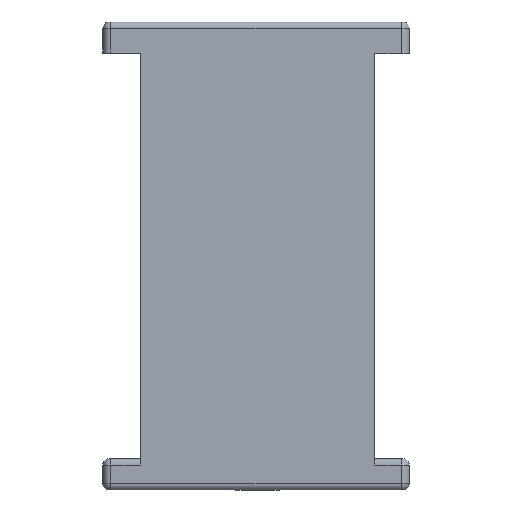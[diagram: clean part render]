
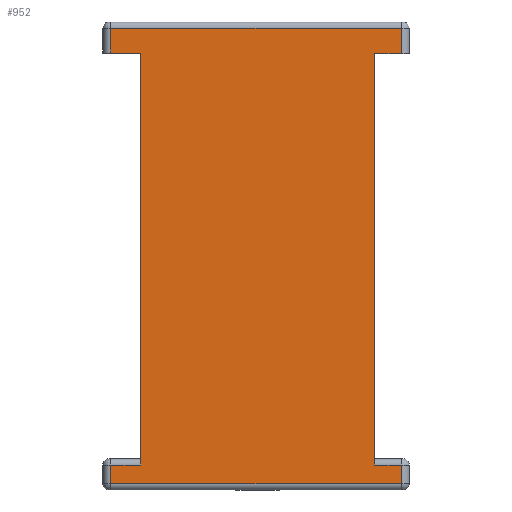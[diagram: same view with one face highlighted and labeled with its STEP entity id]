
A CAD part, front view. The second image highlights one B-rep face of the part: STEP entity #952.
In plain terms, the highlighted planar face has unit normal (0, -1, 0).
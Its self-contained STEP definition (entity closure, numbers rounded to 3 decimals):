
#319 = VERTEX_POINT('',#320);
#320 = CARTESIAN_POINT('',(92.257,0.,279.775
    ));
#327 = EDGE_CURVE('',#319,#328,#330,.T.);
#328 = VERTEX_POINT('',#329);
#329 = CARTESIAN_POINT('',(92.257,0.,296.));
#330 = LINE('',#331,#332);
#331 = CARTESIAN_POINT('',(92.257,0.,279.775
    ));
#332 = VECTOR('',#333,1.);
#333 = DIRECTION('',(0.,0.,1.));
#353 = VERTEX_POINT('',#354);
#354 = CARTESIAN_POINT('',(75.,0.,279.775));
#360 = EDGE_CURVE('',#319,#353,#361,.T.);
#361 = LINE('',#362,#363);
#362 = CARTESIAN_POINT('',(37.5,0.,279.775));
#363 = VECTOR('',#364,1.);
#364 = DIRECTION('',(-1.,0.,0.));
#731 = VERTEX_POINT('',#732);
#732 = CARTESIAN_POINT('',(-75.,0.,280.071));
#738 = EDGE_CURVE('',#739,#731,#741,.T.);
#739 = VERTEX_POINT('',#740);
#740 = CARTESIAN_POINT('',(-75.,0.,20.));
#741 = LINE('',#742,#743);
#742 = CARTESIAN_POINT('',(-75.,0.,215.036));
#743 = VECTOR('',#744,1.);
#744 = DIRECTION('',(0.,0.,1.));
#746 = EDGE_CURVE('',#739,#747,#749,.T.);
#747 = VERTEX_POINT('',#748);
#748 = CARTESIAN_POINT('',(-75.,0.,16.));
#749 = LINE('',#750,#751);
#750 = CARTESIAN_POINT('',(-75.,0.,215.036));
#751 = VECTOR('',#752,1.);
#752 = DIRECTION('',(0.,0.,-1.));
#917 = VERTEX_POINT('',#918);
#918 = CARTESIAN_POINT('',(75.,0.,16.));
#925 = EDGE_CURVE('',#926,#917,#928,.T.);
#926 = VERTEX_POINT('',#927);
#927 = CARTESIAN_POINT('',(75.,0.,20.));
#928 = LINE('',#929,#930);
#929 = CARTESIAN_POINT('',(75.,0.,85.));
#930 = VECTOR('',#931,1.);
#931 = DIRECTION('',(-0.,0.,-1.));
#933 = EDGE_CURVE('',#353,#926,#934,.T.);
#934 = LINE('',#935,#936);
#935 = CARTESIAN_POINT('',(75.,0.,85.));
#936 = VECTOR('',#937,1.);
#937 = DIRECTION('',(-0.,0.,-1.));
#952 = ADVANCED_FACE('',(#953),#1021,.T.);
#953 = FACE_BOUND('',#954,.T.);
#954 = EDGE_LOOP('',(#955,#965,#973,#981,#987,#988,#989,#990,#991,#999,
    #1007,#1013,#1014,#1015));
#955 = ORIENTED_EDGE('',*,*,#956,.F.);
#956 = EDGE_CURVE('',#957,#959,#961,.T.);
#957 = VERTEX_POINT('',#958);
#958 = CARTESIAN_POINT('',(-94.186,0.,4.));
#959 = VERTEX_POINT('',#960);
#960 = CARTESIAN_POINT('',(-94.186,0.,16.));
#961 = LINE('',#962,#963);
#962 = CARTESIAN_POINT('',(-94.186,0.,0.));
#963 = VECTOR('',#964,1.);
#964 = DIRECTION('',(0.,0.,1.));
#965 = ORIENTED_EDGE('',*,*,#966,.F.);
#966 = EDGE_CURVE('',#967,#957,#969,.T.);
#967 = VERTEX_POINT('',#968);
#968 = CARTESIAN_POINT('',(92.257,0.,4.));
#969 = LINE('',#970,#971);
#970 = CARTESIAN_POINT('',(92.257,0.,4.));
#971 = VECTOR('',#972,1.);
#972 = DIRECTION('',(-1.,-0.,-0.));
#973 = ORIENTED_EDGE('',*,*,#974,.T.);
#974 = EDGE_CURVE('',#967,#975,#977,.T.);
#975 = VERTEX_POINT('',#976);
#976 = CARTESIAN_POINT('',(92.257,0.,16.));
#977 = LINE('',#978,#979);
#978 = CARTESIAN_POINT('',(92.257,0.,0.));
#979 = VECTOR('',#980,1.);
#980 = DIRECTION('',(0.,0.,1.));
#981 = ORIENTED_EDGE('',*,*,#982,.T.);
#982 = EDGE_CURVE('',#975,#917,#983,.T.);
#983 = LINE('',#984,#985);
#984 = CARTESIAN_POINT('',(92.257,0.,16.));
#985 = VECTOR('',#986,1.);
#986 = DIRECTION('',(-1.,-0.,-0.));
#987 = ORIENTED_EDGE('',*,*,#925,.F.);
#988 = ORIENTED_EDGE('',*,*,#933,.F.);
#989 = ORIENTED_EDGE('',*,*,#360,.F.);
#990 = ORIENTED_EDGE('',*,*,#327,.T.);
#991 = ORIENTED_EDGE('',*,*,#992,.T.);
#992 = EDGE_CURVE('',#328,#993,#995,.T.);
#993 = VERTEX_POINT('',#994);
#994 = CARTESIAN_POINT('',(-94.186,0.,296.));
#995 = LINE('',#996,#997);
#996 = CARTESIAN_POINT('',(92.257,0.,296.));
#997 = VECTOR('',#998,1.);
#998 = DIRECTION('',(-1.,0.,0.));
#999 = ORIENTED_EDGE('',*,*,#1000,.F.);
#1000 = EDGE_CURVE('',#1001,#993,#1003,.T.);
#1001 = VERTEX_POINT('',#1002);
#1002 = CARTESIAN_POINT('',(-94.186,0.,
    280.071));
#1003 = LINE('',#1004,#1005);
#1004 = CARTESIAN_POINT('',(-94.186,0.,
    280.071));
#1005 = VECTOR('',#1006,1.);
#1006 = DIRECTION('',(0.,0.,1.));
#1007 = ORIENTED_EDGE('',*,*,#1008,.F.);
#1008 = EDGE_CURVE('',#731,#1001,#1009,.T.);
#1009 = LINE('',#1010,#1011);
#1010 = CARTESIAN_POINT('',(-75.,0.,280.071));
#1011 = VECTOR('',#1012,1.);
#1012 = DIRECTION('',(-1.,0.,0.));
#1013 = ORIENTED_EDGE('',*,*,#738,.F.);
#1014 = ORIENTED_EDGE('',*,*,#746,.T.);
#1015 = ORIENTED_EDGE('',*,*,#1016,.T.);
#1016 = EDGE_CURVE('',#747,#959,#1017,.T.);
#1017 = LINE('',#1018,#1019);
#1018 = CARTESIAN_POINT('',(-75.,0.,16.));
#1019 = VECTOR('',#1020,1.);
#1020 = DIRECTION('',(-1.,-0.,-0.));
#1021 = PLANE('',#1022);
#1022 = AXIS2_PLACEMENT_3D('',#1023,#1024,#1025);
#1023 = CARTESIAN_POINT('',(0.,0.,150.));
#1024 = DIRECTION('',(0.,-1.,0.));
#1025 = DIRECTION('',(0.,0.,-1.));
